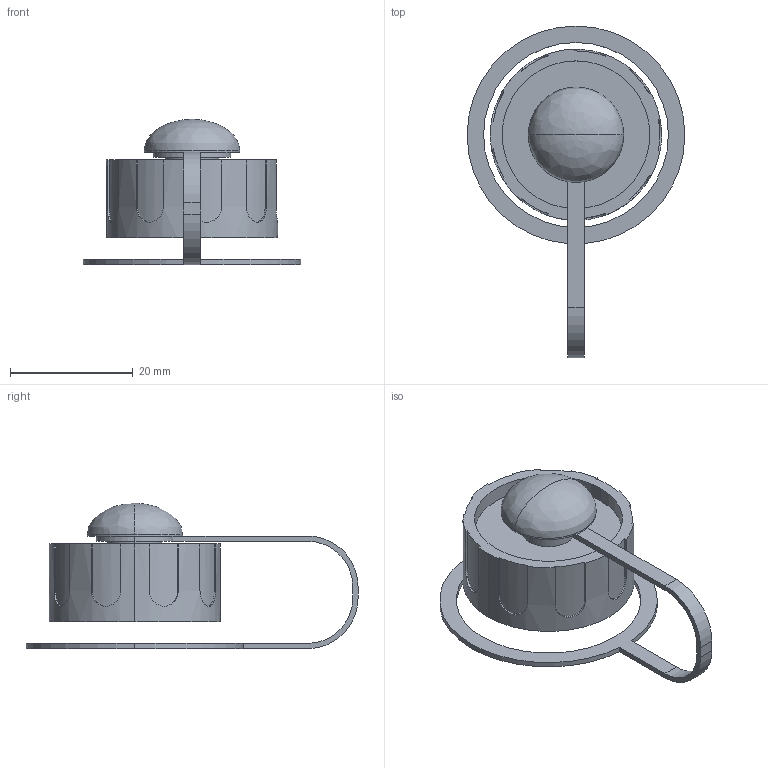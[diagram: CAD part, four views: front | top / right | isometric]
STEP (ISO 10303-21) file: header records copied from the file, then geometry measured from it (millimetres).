
FILE_DESCRIPTION (( 'STEP AP203' ), '1' );
FILE_NAME ('USB_Cap.STEP.STEP', '2025-09-09T21:15:19', ( '' ), ( '' ), 'SwSTEP 2.0', 'SolidWorks 2023', '' );
FILE_SCHEMA (( 'CONFIG_CONTROL_DESIGN' ));
Length unit declared in the file: centimetre
Products named in the file (1): USB_Cap.STEP
Bounding box: 35.56 x 54.2 x 23.72 mm (x, y, z)
Volume: 2717.4 mm3; surface area: 5064.5 mm2
Topology: 1 solids, 1 shells, 85 faces, 232 edges, 152 vertices
Faces by surface type: cylinder 51, plane 32, bspline 2
Entity records: 3284 total; most frequent: CARTESIAN_POINT 1080, ORIENTED_EDGE 460, DIRECTION 427, EDGE_CURVE 230, VERTEX_POINT 152, AXIS2_PLACEMENT_3D 151, LINE 125, VECTOR 125
